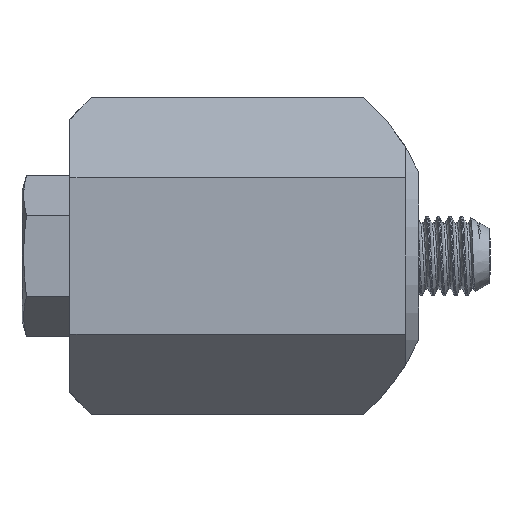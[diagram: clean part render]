
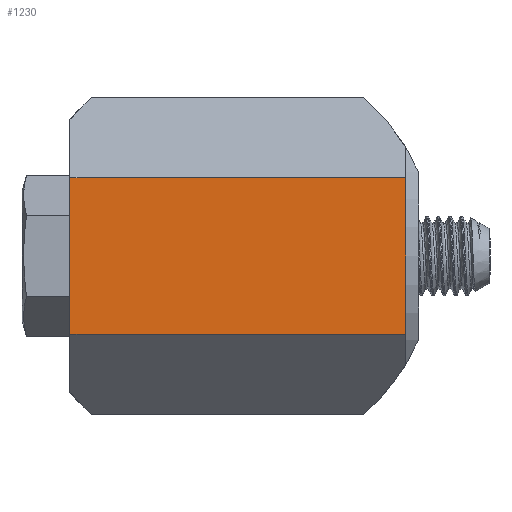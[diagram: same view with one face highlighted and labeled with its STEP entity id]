
A CAD part, left-side view. The second image highlights one B-rep face of the part: STEP entity #1230.
In plain terms, the highlighted planar face has unit normal (-1, 0, 0).
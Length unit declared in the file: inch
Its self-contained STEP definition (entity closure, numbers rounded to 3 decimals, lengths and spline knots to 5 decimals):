
#265=FACE_OUTER_BOUND('',#379,.T.);
#379=EDGE_LOOP('',(#912,#913,#914,#915));
#429=LINE('',#1801,#463);
#434=LINE('',#5300,#468);
#435=LINE('',#5301,#469);
#436=LINE('',#5302,#470);
#463=VECTOR('',#1478,0.3937);
#468=VECTOR('',#1655,0.3937);
#469=VECTOR('',#1656,0.3937);
#470=VECTOR('',#1657,0.3937);
#512=VERTEX_POINT('',#1798);
#513=VERTEX_POINT('',#1800);
#571=VERTEX_POINT('',#5298);
#572=VERTEX_POINT('',#5299);
#625=EDGE_CURVE('',#512,#513,#429,.T.);
#696=EDGE_CURVE('',#571,#572,#434,.T.);
#697=EDGE_CURVE('',#513,#572,#435,.T.);
#698=EDGE_CURVE('',#571,#512,#436,.T.);
#912=ORIENTED_EDGE('',*,*,#696,.T.);
#913=ORIENTED_EDGE('',*,*,#697,.F.);
#914=ORIENTED_EDGE('',*,*,#625,.F.);
#915=ORIENTED_EDGE('',*,*,#698,.F.);
#1084=PLANE('',#1416);
#1230=ADVANCED_FACE('',(#265),#1084,.T.);
#1416=AXIS2_PLACEMENT_3D('',#5297,#1653,#1654);
#1478=DIRECTION('',(0.,0.,1.));
#1653=DIRECTION('center_axis',(-1.,0.,0.));
#1654=DIRECTION('ref_axis',(0.,0.,1.));
#1655=DIRECTION('',(0.,0.,1.));
#1656=DIRECTION('',(0.,-1.,0.));
#1657=DIRECTION('',(0.,1.,0.));
#1798=CARTESIAN_POINT('',(-0.971,1.09,-0.245));
#1800=CARTESIAN_POINT('',(-0.971,1.09,0.245));
#1801=CARTESIAN_POINT('',(-0.971,1.09,0.495));
#5297=CARTESIAN_POINT('Origin',(-0.971,0.,-0.495));
#5298=CARTESIAN_POINT('',(-0.971,0.04,-0.245));
#5299=CARTESIAN_POINT('',(-0.971,0.04,0.245));
#5300=CARTESIAN_POINT('',(-0.971,0.04,-0.2475));
#5301=CARTESIAN_POINT('',(-0.971,0.,0.245));
#5302=CARTESIAN_POINT('',(-0.971,0.,-0.245));
